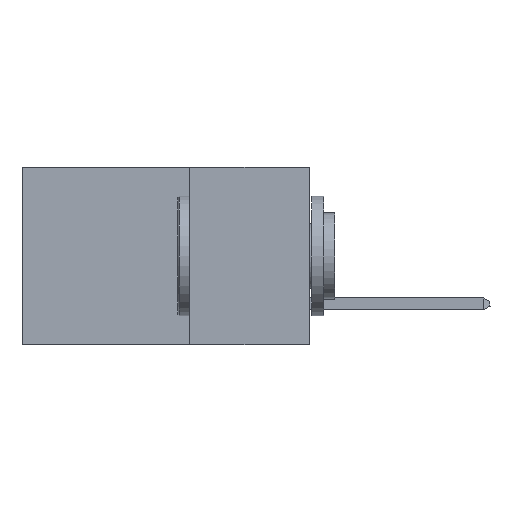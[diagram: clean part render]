
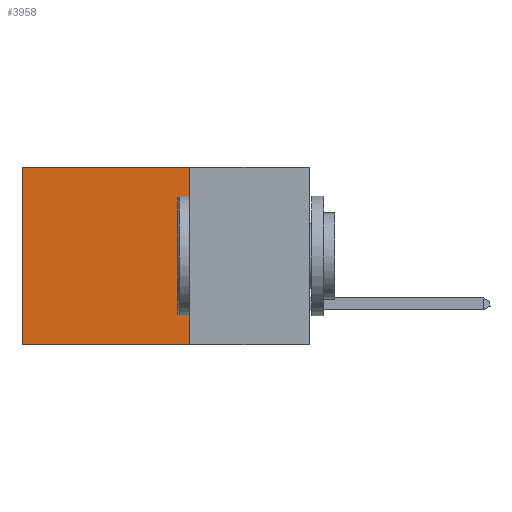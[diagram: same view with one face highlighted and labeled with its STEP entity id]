
A CAD part, left-side view. The second image highlights one B-rep face of the part: STEP entity #3958.
In plain terms, the highlighted planar face has unit normal (-1, 0, 0).
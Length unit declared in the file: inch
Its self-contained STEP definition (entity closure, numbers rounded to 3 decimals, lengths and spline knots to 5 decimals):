
#174 = VECTOR ( 'NONE', #544, 39.37008 ) ;
#189 = EDGE_CURVE ( 'NONE', #9978, #12720, #9004, .T. ) ;
#512 = CARTESIAN_POINT ( 'NONE',  ( 0.2875, 0.25, -0.37 ) ) ;
#544 = DIRECTION ( 'NONE',  ( 0., 1., 0. ) ) ;
#782 = EDGE_CURVE ( 'NONE', #13690, #4664, #11284, .T. ) ;
#962 = CARTESIAN_POINT ( 'NONE',  ( 0.2875, 0.25, 0. ) ) ;
#1133 = AXIS2_PLACEMENT_3D ( 'NONE', #3780, #3765, #3732 ) ;
#1328 = ORIENTED_EDGE ( 'NONE', *, *, #2273, .T. ) ;
#2273 = EDGE_CURVE ( 'NONE', #4664, #12720, #9763, .T. ) ;
#3342 = ORIENTED_EDGE ( 'NONE', *, *, #6174, .F. ) ;
#3732 = DIRECTION ( 'NONE',  ( 0., 0., -1. ) ) ;
#3765 = DIRECTION ( 'NONE',  ( 1., 0., 0. ) ) ;
#3780 = CARTESIAN_POINT ( 'NONE',  ( 0.2875, 0.25, 0. ) ) ;
#3813 = PLANE ( 'NONE',  #1133 ) ;
#3958 = ADVANCED_FACE ( 'NONE', ( #5908 ), #3813, .F. ) ;
#4664 = VERTEX_POINT ( 'NONE', #7803 ) ;
#5621 = DIRECTION ( 'NONE',  ( 0., 0., -1. ) ) ;
#5748 = CARTESIAN_POINT ( 'NONE',  ( 0.2875, 0.6, 0. ) ) ;
#5908 = FACE_OUTER_BOUND ( 'NONE', #13791, .T. ) ;
#5998 = VECTOR ( 'NONE', #6861, 39.37008 ) ;
#6174 = EDGE_CURVE ( 'NONE', #13690, #9978, #14356, .T. ) ;
#6861 = DIRECTION ( 'NONE',  ( 0., 0., -1. ) ) ;
#6955 = VECTOR ( 'NONE', #5621, 39.37008 ) ;
#7803 = CARTESIAN_POINT ( 'NONE',  ( 0.2875, 0.6, 0. ) ) ;
#8849 = CARTESIAN_POINT ( 'NONE',  ( 0.2875, 0.25, 0. ) ) ;
#8910 = ORIENTED_EDGE ( 'NONE', *, *, #782, .T. ) ;
#9004 = LINE ( 'NONE', #512, #174 ) ;
#9486 = VECTOR ( 'NONE', #13000, 39.37008 ) ;
#9763 = LINE ( 'NONE', #5748, #6955 ) ;
#9978 = VERTEX_POINT ( 'NONE', #11921 ) ;
#10653 = CARTESIAN_POINT ( 'NONE',  ( 0.2875, 0.25, 0. ) ) ;
#10664 = ORIENTED_EDGE ( 'NONE', *, *, #189, .F. ) ;
#11284 = LINE ( 'NONE', #8849, #9486 ) ;
#11921 = CARTESIAN_POINT ( 'NONE',  ( 0.2875, 0.25, -0.37 ) ) ;
#12720 = VERTEX_POINT ( 'NONE', #14317 ) ;
#13000 = DIRECTION ( 'NONE',  ( 0., 1., 0. ) ) ;
#13690 = VERTEX_POINT ( 'NONE', #10653 ) ;
#13791 = EDGE_LOOP ( 'NONE', ( #1328, #10664, #3342, #8910 ) ) ;
#14317 = CARTESIAN_POINT ( 'NONE',  ( 0.2875, 0.6, -0.37 ) ) ;
#14356 = LINE ( 'NONE', #962, #5998 ) ;
